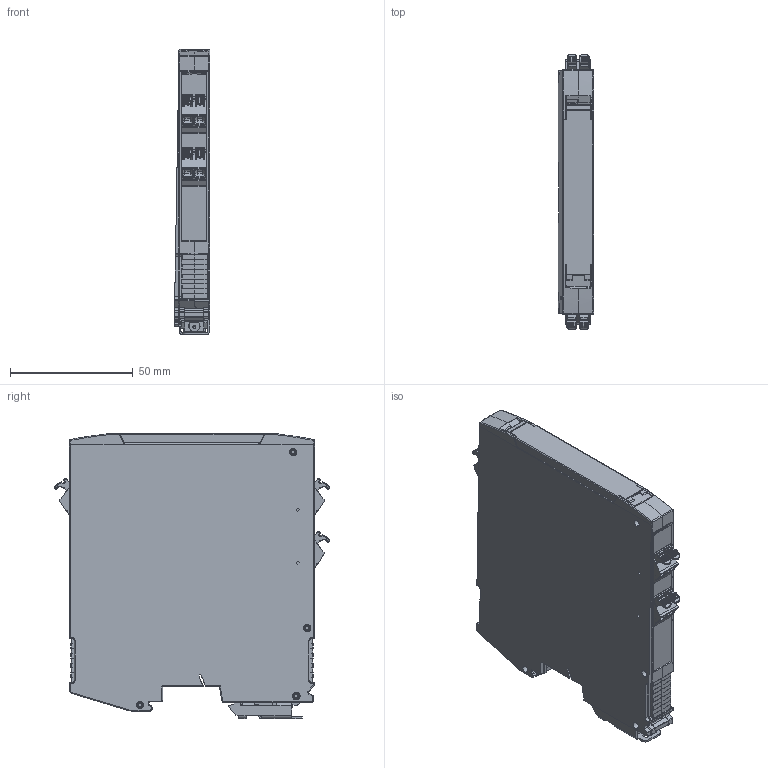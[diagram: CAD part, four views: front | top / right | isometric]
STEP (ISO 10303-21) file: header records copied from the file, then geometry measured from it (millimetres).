
FILE_DESCRIPTION (( 'STEP AP214' ), '1' );
FILE_NAME ('TMT72-4H19_139.STEP', '2025-03-19T01:16:11', ( '' ), ( '' ), 'SwSTEP 2.0', 'SolidWorks 2024', '' );
FILE_SCHEMA (( 'AUTOMOTIVE_DESIGN' ));
Products named in the file (1): TMT72-4H19_139
Bounding box: 14.5 x 112.52 x 116.25 mm (x, y, z)
Volume: 142454.6 mm3; surface area: 33406.8 mm2
Topology: 1 solids, 8 shells, 2495 faces, 6414 edges, 3900 vertices
Faces by surface type: plane 1056, cylinder 820, bspline 247, torus 234, sphere 76, cone 62
Entity records: 101417 total; most frequent: CARTESIAN_POINT 43409, ORIENTED_EDGE 12744, DIRECTION 11405, EDGE_CURVE 6372, AXIS2_PLACEMENT_3D 4009, VERTEX_POINT 3900, VECTOR 3387, LINE 3387
